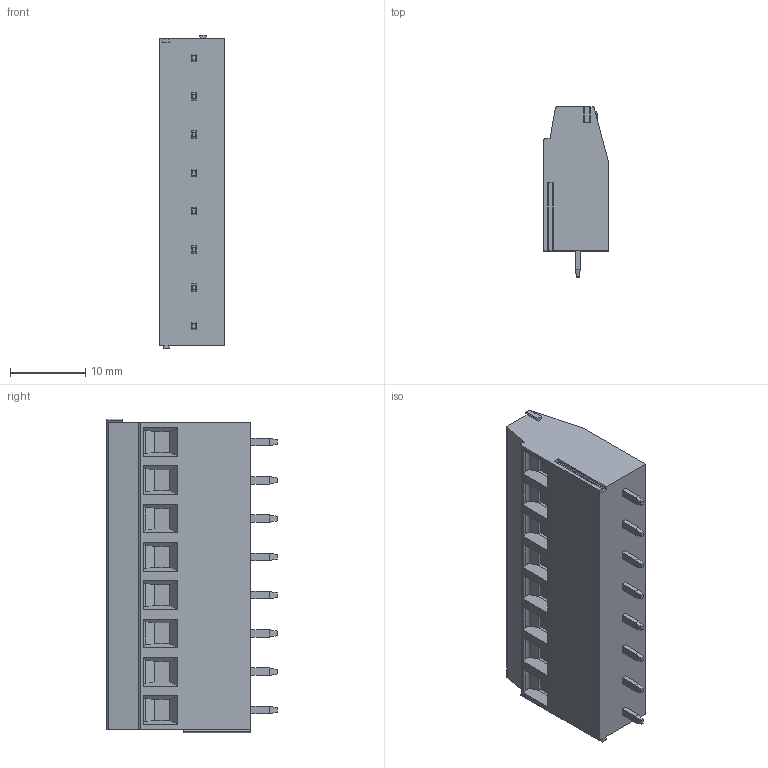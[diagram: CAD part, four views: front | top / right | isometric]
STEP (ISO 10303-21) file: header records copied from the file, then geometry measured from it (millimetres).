
FILE_DESCRIPTION((''),'2;1');
FILE_NAME('PRT0053','2025-01-17T',('yanfa'),(''),'PRO/ENGINEER BY PARAMETRIC TECHNOLOGY CORPORATION, 2009280','PRO/ENGINEER BY PARAMETRIC TECHNOLOGY CORPORATION, 2009280','');
FILE_SCHEMA(('AUTOMOTIVE_DESIGN_CC2 { 1 2 10303 214 -1 1 5 2 }'));
Length unit declared in the file: millimetre
Products named in the file (1): PRT0053
Bounding box: 8.6 x 22.6 x 41.64 mm (x, y, z)
Volume: 5925.4 mm3; surface area: 2918.1 mm2
Topology: 1 solids, 1 shells, 385 faces, 933 edges, 582 vertices
Faces by surface type: plane 233, cylinder 96, cone 32, torus 16, sphere 8
Entity records: 11365 total; most frequent: CARTESIAN_POINT 2278, DIRECTION 1879, ORIENTED_EDGE 1866, EDGE_CURVE 933, VECTOR 645, LINE 645, AXIS2_PLACEMENT_3D 617, VERTEX_POINT 582
